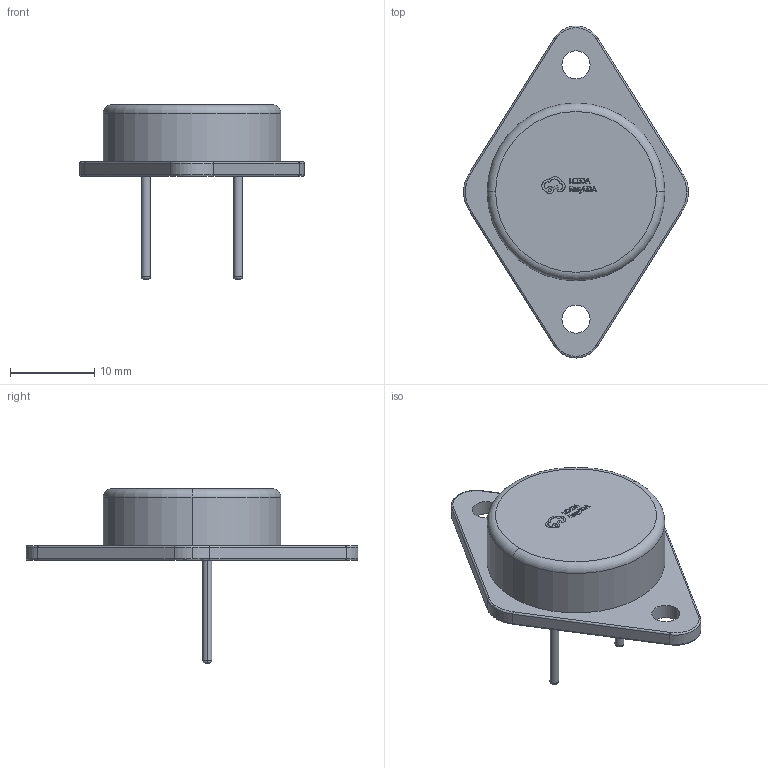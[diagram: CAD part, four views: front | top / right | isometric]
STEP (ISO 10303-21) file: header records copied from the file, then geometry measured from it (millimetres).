
FILE_DESCRIPTION (( 'STEP AP214' ), '1' );
FILE_NAME ('TO-3_L39.4-W26.7-H8.5-P10.92-BL.step', '2022-08-01T13:14:32', ( '' ), ( '' ), 'SwSTEP 2.0', 'SolidWorks 2020', '' );
FILE_SCHEMA (( 'AUTOMOTIVE_DESIGN' ));
Length unit declared in the file: millimetre
Products named in the file (1): TO-3_L39.4-W26.7-H8.5-P10.92-BL
Bounding box: 26.67 x 39.37 x 20.7 mm (x, y, z)
Volume: 3415.8 mm3; surface area: 1890.5 mm2
Topology: 1 solids, 1 shells, 278 faces, 734 edges, 482 vertices
Faces by surface type: plane 137, bspline 98, cylinder 27, torus 16
Entity records: 11580 total; most frequent: CARTESIAN_POINT 2801, ORIENTED_EDGE 1468, DIRECTION 976, EDGE_CURVE 734, VERTEX_POINT 482, VECTOR 454, LINE 454, EDGE_LOOP 306
